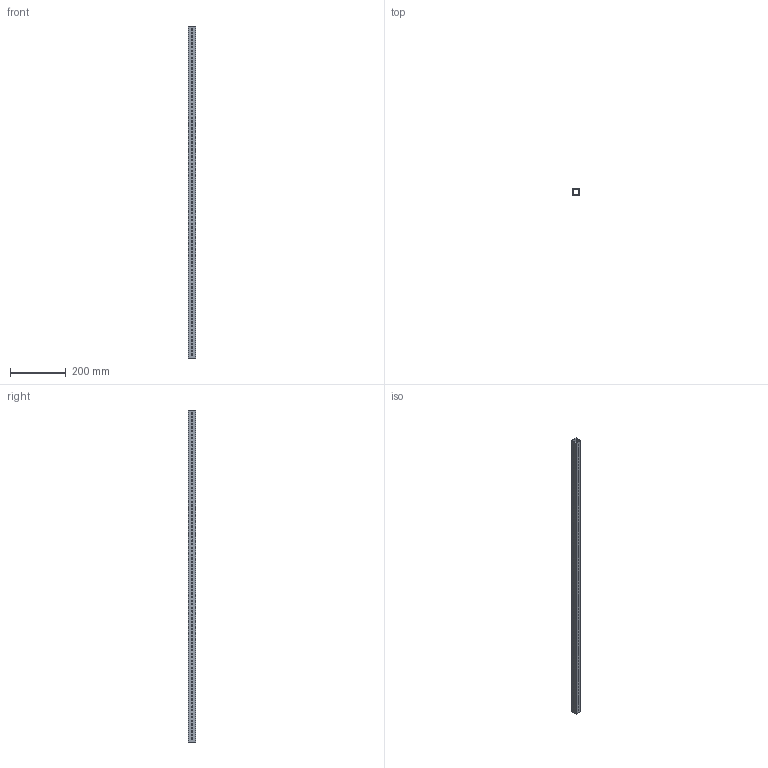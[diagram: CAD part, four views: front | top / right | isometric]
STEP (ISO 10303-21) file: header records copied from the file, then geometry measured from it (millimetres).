
FILE_DESCRIPTION (( 'STEP AP214' ), '1' );
FILE_NAME ('am-5178 1x1x0.125 Wall Pre-Drilled Box Tube.STEP', '2024-06-13T12:50:07', ( '' ), ( '' ), 'SwSTEP 2.0', 'SolidWorks 2024', '' );
FILE_SCHEMA (( 'AUTOMOTIVE_DESIGN' ));
Length unit declared in the file: inch
Products named in the file (1): am-5178 1x1x0.125 Wall Pre-Drilled Box Tube
Bounding box: 25.4 x 25.4 x 1193.8 mm (x, y, z)
Volume: 313968.1 mm3; surface area: 216812.2 mm2
Topology: 1 solids, 1 shells, 754 faces, 2256 edges, 1504 vertices
Faces by surface type: cylinder 744, plane 10
Entity records: 27847 total; most frequent: DIRECTION 5254, CARTESIAN_POINT 4515, ORIENTED_EDGE 4512, EDGE_CURVE 2256, AXIS2_PLACEMENT_3D 2243, VERTEX_POINT 1504, EDGE_LOOP 1500, CIRCLE 1488
